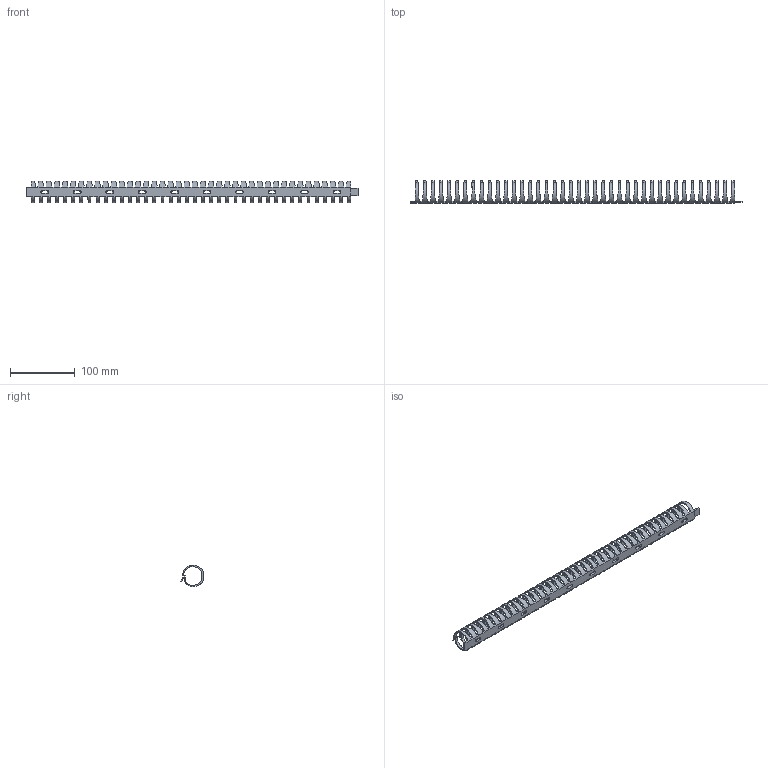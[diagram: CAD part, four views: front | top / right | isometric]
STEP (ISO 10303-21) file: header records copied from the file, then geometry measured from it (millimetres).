
FILE_DESCRIPTION((''),'2;1');
FILE_NAME('VK-FLEX30','2022-08-30T08:22:19',('buserr'),(''),'CREO PARAMETRIC BY PTC INC, 2022024','CREO PARAMETRIC BY PTC INC, 2022024','');
FILE_SCHEMA(('AUTOMOTIVE_DESIGN { 1 0 10303 214 1 1 1 1 }'));
Length unit declared in the file: millimetre
Products named in the file (1): VK-FLEX30
Bounding box: 511.5 x 33.93 x 32.98 mm (x, y, z)
Volume: 52430.9 mm3; surface area: 65672.6 mm2
Topology: 1 solids, 3 shells, 863 faces, 2309 edges, 1450 vertices
Faces by surface type: plane 597, cylinder 266
Entity records: 41286 total; most frequent: CARTESIAN_POINT 14232, ORIENTED_EDGE 4195, DIRECTION 3440, PRESENTATION_STYLE_ASSIGNMENT 2314, STYLED_ITEM 2314, CURVE_STYLE 2312, EDGE_CURVE 2106, VECTOR 1433
